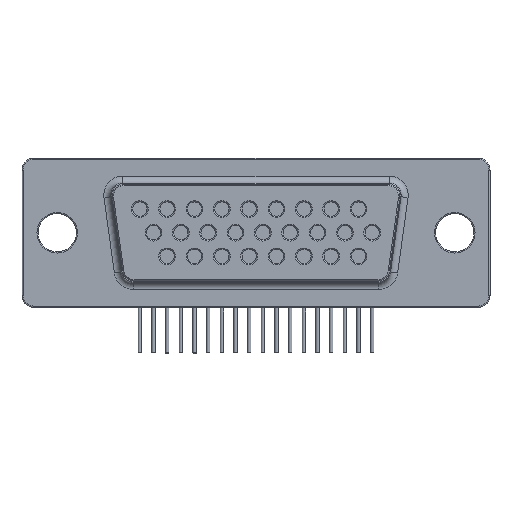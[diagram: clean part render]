
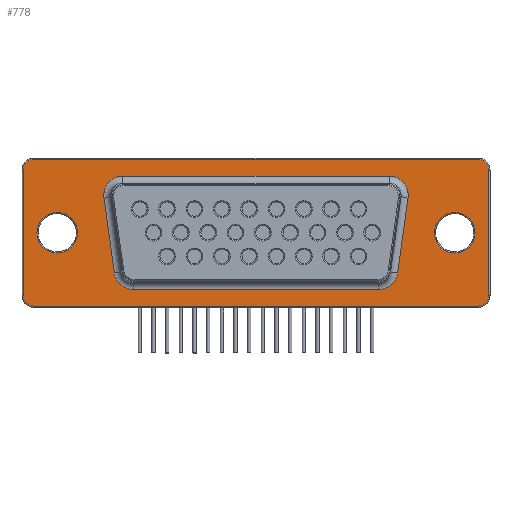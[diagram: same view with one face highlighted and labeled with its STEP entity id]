
A CAD part, front view. The second image highlights one B-rep face of the part: STEP entity #778.
In plain terms, the highlighted planar face has unit normal (0, -1, 0).
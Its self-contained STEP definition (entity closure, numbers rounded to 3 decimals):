
#36=DIRECTION('',(0.,-1.,0.));
#37=DIRECTION('',(0.,0.,1.));
#52=DIRECTION('',(0.,1.,0.));
#91=DIRECTION('',(0.991,0.,-0.137));
#106=DIRECTION('',(0.,0.,-1.));
#112=VECTOR('',#113,1.);
#113=DIRECTION('',(1.,0.,0.));
#121=DIRECTION('',(-0.991,0.,-0.137));
#173=VECTOR('',#174,1.);
#174=DIRECTION('',(-1.,0.,0.));
#215=CARTESIAN_POINT('',(-19.74,-13.66,9.4));
#482=VERTEX_POINT('',#483);
#483=CARTESIAN_POINT('',(-21.325,-13.66,9.181));
#487=DIRECTION('',(-0.137,0.,0.991));
#492=VERTEX_POINT('',#493);
#493=CARTESIAN_POINT('',(-19.74,-13.66,11.));
#500=EDGE_CURVE('',#482,#492,#501,.T.);
#501=CIRCLE('',#502,1.6);
#502=AXIS2_PLACEMENT_3D('',#215,#52,#121);
#518=VECTOR('',#487,1.);
#539=CARTESIAN_POINT('',(2.565,-13.66,9.4));
#543=ORIENTED_EDGE('',*,*,#544,.T.);
#544=EDGE_CURVE('',#492,#545,#547,.T.);
#545=VERTEX_POINT('',#546);
#546=CARTESIAN_POINT('',(2.565,-13.66,11.));
#547=LINE('',#493,#112);
#572=CARTESIAN_POINT('',(-18.871,-13.66,3.1));
#585=VECTOR('',#586,1.);
#586=DIRECTION('',(-0.137,0.,-0.991));
#616=CARTESIAN_POINT('',(1.696,-13.66,3.1));
#768=VERTEX_POINT('',#769);
#769=CARTESIAN_POINT('',(-20.456,-13.66,2.881));
#773=ORIENTED_EDGE('',*,*,#774,.T.);
#774=EDGE_CURVE('',#768,#482,#775,.T.);
#775=LINE('',#769,#518);
#778=ADVANCED_FACE('',(#779,#808,#860,#869),#878,.T.);
#779=FACE_BOUND('',#780,.T.);
#780=EDGE_LOOP('',(#781,#788,#773,#792,#543,#793,#799,#804));
#781=ORIENTED_EDGE('',*,*,#782,.T.);
#782=EDGE_CURVE('',#783,#785,#787,.T.);
#783=VERTEX_POINT('',#784);
#784=CARTESIAN_POINT('',(1.696,-13.66,1.5));
#785=VERTEX_POINT('',#786);
#786=CARTESIAN_POINT('',(-18.871,-13.66,1.5));
#787=LINE('',#784,#173);
#788=ORIENTED_EDGE('',*,*,#789,.T.);
#789=EDGE_CURVE('',#785,#768,#790,.T.);
#790=CIRCLE('',#791,1.6);
#791=AXIS2_PLACEMENT_3D('',#572,#52,#106);
#792=ORIENTED_EDGE('',*,*,#500,.T.);
#793=ORIENTED_EDGE('',*,*,#794,.T.);
#794=EDGE_CURVE('',#545,#795,#797,.T.);
#795=VERTEX_POINT('',#796);
#796=CARTESIAN_POINT('',(4.15,-13.66,9.181));
#797=CIRCLE('',#798,1.6);
#798=AXIS2_PLACEMENT_3D('',#539,#52,#37);
#799=ORIENTED_EDGE('',*,*,#800,.T.);
#800=EDGE_CURVE('',#795,#801,#803,.T.);
#801=VERTEX_POINT('',#802);
#802=CARTESIAN_POINT('',(3.281,-13.66,2.881));
#803=LINE('',#796,#585);
#804=ORIENTED_EDGE('',*,*,#805,.T.);
#805=EDGE_CURVE('',#801,#783,#806,.T.);
#806=CIRCLE('',#807,1.6);
#807=AXIS2_PLACEMENT_3D('',#616,#52,#91);
#808=FACE_BOUND('',#809,.T.);
#809=EDGE_LOOP('',(#810,#817,#824,#830,#837,#842,#849,#855));
#810=ORIENTED_EDGE('',*,*,#811,.T.);
#811=EDGE_CURVE('',#812,#814,#816,.T.);
#812=VERTEX_POINT('',#813);
#813=CARTESIAN_POINT('',(-27.188,-13.66,0.1));
#814=VERTEX_POINT('',#815);
#815=CARTESIAN_POINT('',(10.013,-13.66,0.1));
#816=LINE('',#813,#112);
#817=ORIENTED_EDGE('',*,*,#818,.T.);
#818=EDGE_CURVE('',#814,#819,#821,.T.);
#819=VERTEX_POINT('',#820);
#820=CARTESIAN_POINT('',(10.913,-13.66,1.));
#821=CIRCLE('',#822,0.9);
#822=AXIS2_PLACEMENT_3D('',#823,#36,#106);
#823=CARTESIAN_POINT('',(10.013,-13.66,1.));
#824=ORIENTED_EDGE('',*,*,#825,.T.);
#825=EDGE_CURVE('',#819,#826,#828,.T.);
#826=VERTEX_POINT('',#827);
#827=CARTESIAN_POINT('',(10.913,-13.66,11.5));
#828=LINE('',#820,#829);
#829=VECTOR('',#37,1.);
#830=ORIENTED_EDGE('',*,*,#831,.T.);
#831=EDGE_CURVE('',#826,#832,#834,.T.);
#832=VERTEX_POINT('',#833);
#833=CARTESIAN_POINT('',(10.013,-13.66,12.4));
#834=CIRCLE('',#835,0.9);
#835=AXIS2_PLACEMENT_3D('',#836,#36,#113);
#836=CARTESIAN_POINT('',(10.013,-13.66,11.5));
#837=ORIENTED_EDGE('',*,*,#838,.T.);
#838=EDGE_CURVE('',#832,#839,#841,.T.);
#839=VERTEX_POINT('',#840);
#840=CARTESIAN_POINT('',(-27.188,-13.66,12.4));
#841=LINE('',#833,#173);
#842=ORIENTED_EDGE('',*,*,#843,.T.);
#843=EDGE_CURVE('',#839,#844,#846,.T.);
#844=VERTEX_POINT('',#845);
#845=CARTESIAN_POINT('',(-28.088,-13.66,11.5));
#846=CIRCLE('',#847,0.9);
#847=AXIS2_PLACEMENT_3D('',#848,#36,#37);
#848=CARTESIAN_POINT('',(-27.188,-13.66,11.5));
#849=ORIENTED_EDGE('',*,*,#850,.T.);
#850=EDGE_CURVE('',#844,#851,#853,.T.);
#851=VERTEX_POINT('',#852);
#852=CARTESIAN_POINT('',(-28.088,-13.66,1.));
#853=LINE('',#845,#854);
#854=VECTOR('',#106,1.);
#855=ORIENTED_EDGE('',*,*,#856,.T.);
#856=EDGE_CURVE('',#851,#812,#857,.T.);
#857=CIRCLE('',#858,0.9);
#858=AXIS2_PLACEMENT_3D('',#859,#36,#174);
#859=CARTESIAN_POINT('',(-27.188,-13.66,1.));
#860=FACE_BOUND('',#861,.T.);
#861=EDGE_LOOP('',(#862));
#862=ORIENTED_EDGE('',*,*,#863,.F.);
#863=EDGE_CURVE('',#864,#864,#866,.T.);
#864=VERTEX_POINT('',#865);
#865=CARTESIAN_POINT('',(9.763,-13.66,6.25));
#866=CIRCLE('',#867,1.7);
#867=AXIS2_PLACEMENT_3D('',#868,#36,#113);
#868=CARTESIAN_POINT('',(8.063,-13.66,6.25));
#869=FACE_BOUND('',#870,.T.);
#870=EDGE_LOOP('',(#871));
#871=ORIENTED_EDGE('',*,*,#872,.F.);
#872=EDGE_CURVE('',#873,#873,#875,.T.);
#873=VERTEX_POINT('',#874);
#874=CARTESIAN_POINT('',(-23.538,-13.66,6.25));
#875=CIRCLE('',#876,1.7);
#876=AXIS2_PLACEMENT_3D('',#877,#36,#113);
#877=CARTESIAN_POINT('',(-25.238,-13.66,6.25));
#878=PLANE('',#879);
#879=AXIS2_PLACEMENT_3D('',#880,#36,#113);
#880=CARTESIAN_POINT('',(-8.588,-13.66,6.25));
